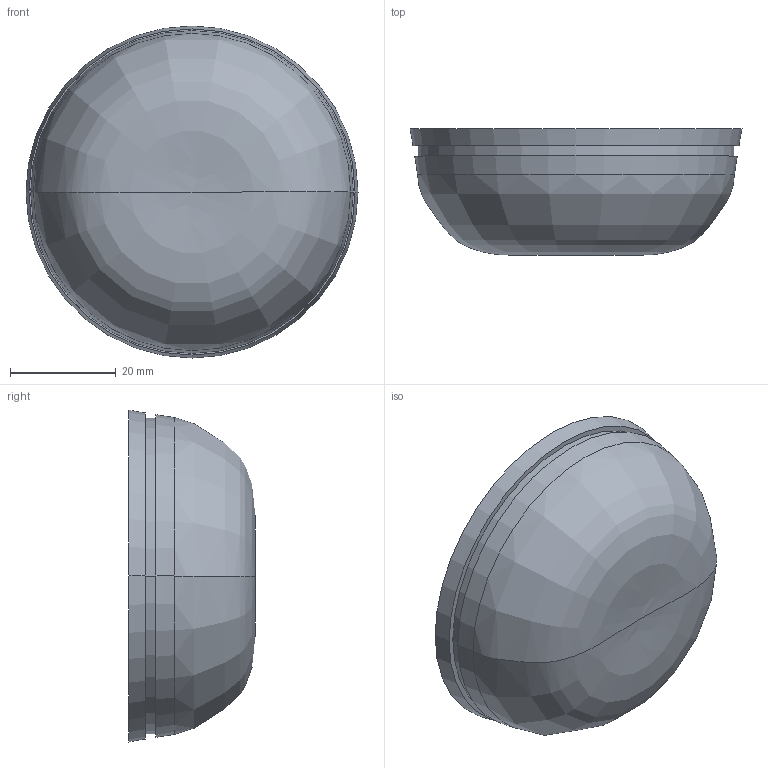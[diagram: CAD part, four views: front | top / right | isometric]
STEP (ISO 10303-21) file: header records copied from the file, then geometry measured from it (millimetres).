
FILE_DESCRIPTION((''),'2;1');
FILE_NAME('ENVELOPE_ASM','2018-07-18T13:36:36',('Ivan'),(''),'CREO PARAMETRIC BY PTC INC, 2017260','CREO PARAMETRIC BY PTC INC, 2017260','');
FILE_SCHEMA(('CONFIG_CONTROL_DESIGN'));
Length unit declared in the file: millimetre
Products named in the file (10): INNERPARTS; MAX4466; GY521; NRF24L01; ARDUINO-PRO-MINI; BATTERYHOLDER; PCBNEW_ASM; PRT0007; LID; ENVELOPE_ASM
Assembly tree (10 placements, depth 3):
  ENVELOPE_ASM
    PCBNEW_ASM
      INNERPARTS
      MAX4466
      GY521
      NRF24L01
      ARDUINO-PRO-MINI
      BATTERYHOLDER  x2
    PRT0007
    LID
Bounding box: 62.94 x 23.99 x 62.94 mm (x, y, z)
Volume: 24238.5 mm3; surface area: 26813.2 mm2
Topology: 9 solids, 9 shells, 84 faces, 184 edges, 118 vertices
Faces by surface type: plane 48, cylinder 24, torus 6, revolution 4, cone 2
Entity records: 2521 total; most frequent: CARTESIAN_POINT 497, DIRECTION 436, ORIENTED_EDGE 336, EDGE_CURVE 168, AXIS2_PLACEMENT_3D 167, VERTEX_POINT 110, VECTOR 98, LINE 98
